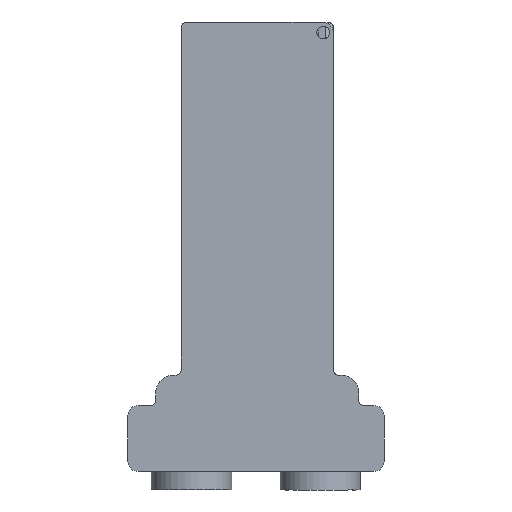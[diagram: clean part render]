
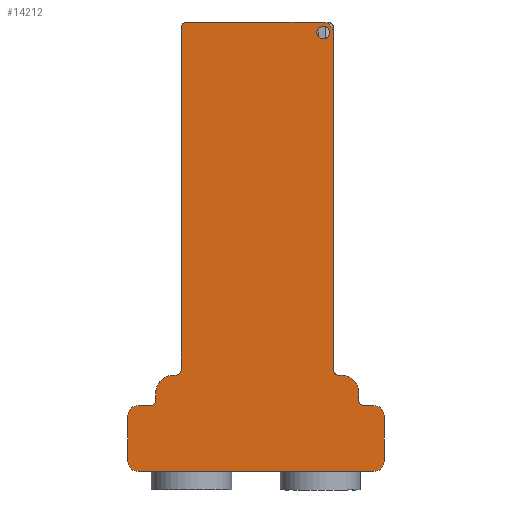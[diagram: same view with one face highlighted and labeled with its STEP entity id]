
A CAD part, front view. The second image highlights one B-rep face of the part: STEP entity #14212.
In plain terms, the highlighted planar face has unit normal (0, -1, 0).
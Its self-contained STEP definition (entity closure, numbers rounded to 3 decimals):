
#592=FACE_BOUND('',#2514,.T.);
#946=CIRCLE('',#15537,3.5);
#947=CIRCLE('',#15539,1.);
#948=CIRCLE('',#15540,2.);
#949=CIRCLE('',#15541,2.);
#950=CIRCLE('',#15542,2.);
#951=CIRCLE('',#15543,2.);
#952=CIRCLE('',#15544,1.);
#953=CIRCLE('',#15545,3.5);
#954=CIRCLE('',#15546,1.);
#955=CIRCLE('',#15547,2.);
#956=CIRCLE('',#15548,1.);
#957=CIRCLE('',#15549,1.);
#958=CIRCLE('',#15550,1.25);
#1591=FACE_OUTER_BOUND('',#2513,.T.);
#2513=EDGE_LOOP('',(#11977,#11978,#11979,#11980,#11981,#11982,#11983,#11984,
#11985,#11986,#11987,#11988,#11989,#11990,#11991,#11992,#11993,#11994,#11995,
#11996,#11997,#11998,#11999,#12000));
#2514=EDGE_LOOP('',(#12001));
#3863=LINE('',#23256,#5406);
#3864=LINE('',#23260,#5407);
#3865=LINE('',#23264,#5408);
#3866=LINE('',#23268,#5409);
#3867=LINE('',#23272,#5410);
#3868=LINE('',#23276,#5411);
#3869=LINE('',#23280,#5412);
#3870=LINE('',#23284,#5413);
#3871=LINE('',#23288,#5414);
#3872=LINE('',#23292,#5415);
#3873=LINE('',#23296,#5416);
#3874=LINE('',#23299,#5417);
#5406=VECTOR('',#18805,10.);
#5407=VECTOR('',#18808,10.);
#5408=VECTOR('',#18811,10.);
#5409=VECTOR('',#18814,10.);
#5410=VECTOR('',#18817,10.);
#5411=VECTOR('',#18820,10.);
#5412=VECTOR('',#18823,10.);
#5413=VECTOR('',#18826,10.);
#5414=VECTOR('',#18829,10.);
#5415=VECTOR('',#18832,10.);
#5416=VECTOR('',#18835,10.);
#5417=VECTOR('',#18838,10.);
#6822=VERTEX_POINT('',#23249);
#6823=VERTEX_POINT('',#23251);
#6824=VERTEX_POINT('',#23255);
#6825=VERTEX_POINT('',#23257);
#6826=VERTEX_POINT('',#23259);
#6827=VERTEX_POINT('',#23261);
#6828=VERTEX_POINT('',#23263);
#6829=VERTEX_POINT('',#23265);
#6830=VERTEX_POINT('',#23267);
#6831=VERTEX_POINT('',#23269);
#6832=VERTEX_POINT('',#23271);
#6833=VERTEX_POINT('',#23273);
#6834=VERTEX_POINT('',#23275);
#6835=VERTEX_POINT('',#23277);
#6836=VERTEX_POINT('',#23279);
#6837=VERTEX_POINT('',#23281);
#6838=VERTEX_POINT('',#23283);
#6839=VERTEX_POINT('',#23285);
#6840=VERTEX_POINT('',#23287);
#6841=VERTEX_POINT('',#23289);
#6842=VERTEX_POINT('',#23291);
#6843=VERTEX_POINT('',#23293);
#6844=VERTEX_POINT('',#23295);
#6845=VERTEX_POINT('',#23297);
#6846=VERTEX_POINT('',#23300);
#8603=EDGE_CURVE('',#6822,#6823,#946,.T.);
#8605=EDGE_CURVE('',#6824,#6822,#3863,.T.);
#8606=EDGE_CURVE('',#6825,#6824,#947,.T.);
#8607=EDGE_CURVE('',#6826,#6825,#3864,.T.);
#8608=EDGE_CURVE('',#6827,#6826,#948,.T.);
#8609=EDGE_CURVE('',#6827,#6828,#3865,.T.);
#8610=EDGE_CURVE('',#6829,#6828,#949,.T.);
#8611=EDGE_CURVE('',#6830,#6829,#3866,.T.);
#8612=EDGE_CURVE('',#6831,#6830,#950,.T.);
#8613=EDGE_CURVE('',#6831,#6832,#3867,.T.);
#8614=EDGE_CURVE('',#6833,#6832,#951,.T.);
#8615=EDGE_CURVE('',#6833,#6834,#3868,.T.);
#8616=EDGE_CURVE('',#6835,#6834,#952,.T.);
#8617=EDGE_CURVE('',#6836,#6835,#3869,.T.);
#8618=EDGE_CURVE('',#6837,#6836,#953,.T.);
#8619=EDGE_CURVE('',#6838,#6837,#3870,.T.);
#8620=EDGE_CURVE('',#6839,#6838,#954,.T.);
#8621=EDGE_CURVE('',#6839,#6840,#3871,.T.);
#8622=EDGE_CURVE('',#6841,#6840,#955,.T.);
#8623=EDGE_CURVE('',#6842,#6841,#3872,.T.);
#8624=EDGE_CURVE('',#6843,#6842,#956,.T.);
#8625=EDGE_CURVE('',#6844,#6843,#3873,.T.);
#8626=EDGE_CURVE('',#6845,#6844,#957,.T.);
#8627=EDGE_CURVE('',#6845,#6823,#3874,.T.);
#8628=EDGE_CURVE('',#6846,#6846,#958,.T.);
#11977=ORIENTED_EDGE('',*,*,#8603,.F.);
#11978=ORIENTED_EDGE('',*,*,#8605,.F.);
#11979=ORIENTED_EDGE('',*,*,#8606,.F.);
#11980=ORIENTED_EDGE('',*,*,#8607,.F.);
#11981=ORIENTED_EDGE('',*,*,#8608,.F.);
#11982=ORIENTED_EDGE('',*,*,#8609,.T.);
#11983=ORIENTED_EDGE('',*,*,#8610,.F.);
#11984=ORIENTED_EDGE('',*,*,#8611,.F.);
#11985=ORIENTED_EDGE('',*,*,#8612,.F.);
#11986=ORIENTED_EDGE('',*,*,#8613,.T.);
#11987=ORIENTED_EDGE('',*,*,#8614,.F.);
#11988=ORIENTED_EDGE('',*,*,#8615,.T.);
#11989=ORIENTED_EDGE('',*,*,#8616,.F.);
#11990=ORIENTED_EDGE('',*,*,#8617,.F.);
#11991=ORIENTED_EDGE('',*,*,#8618,.F.);
#11992=ORIENTED_EDGE('',*,*,#8619,.F.);
#11993=ORIENTED_EDGE('',*,*,#8620,.F.);
#11994=ORIENTED_EDGE('',*,*,#8621,.T.);
#11995=ORIENTED_EDGE('',*,*,#8622,.F.);
#11996=ORIENTED_EDGE('',*,*,#8623,.F.);
#11997=ORIENTED_EDGE('',*,*,#8624,.F.);
#11998=ORIENTED_EDGE('',*,*,#8625,.F.);
#11999=ORIENTED_EDGE('',*,*,#8626,.F.);
#12000=ORIENTED_EDGE('',*,*,#8627,.T.);
#12001=ORIENTED_EDGE('',*,*,#8628,.T.);
#13460=PLANE('',#15538);
#14212=ADVANCED_FACE('',(#1591,#592),#13460,.F.);
#15537=AXIS2_PLACEMENT_3D('',#23252,#18800,#18801);
#15538=AXIS2_PLACEMENT_3D('',#23254,#18803,#18804);
#15539=AXIS2_PLACEMENT_3D('',#23258,#18806,#18807);
#15540=AXIS2_PLACEMENT_3D('',#23262,#18809,#18810);
#15541=AXIS2_PLACEMENT_3D('',#23266,#18812,#18813);
#15542=AXIS2_PLACEMENT_3D('',#23270,#18815,#18816);
#15543=AXIS2_PLACEMENT_3D('',#23274,#18818,#18819);
#15544=AXIS2_PLACEMENT_3D('',#23278,#18821,#18822);
#15545=AXIS2_PLACEMENT_3D('',#23282,#18824,#18825);
#15546=AXIS2_PLACEMENT_3D('',#23286,#18827,#18828);
#15547=AXIS2_PLACEMENT_3D('',#23290,#18830,#18831);
#15548=AXIS2_PLACEMENT_3D('',#23294,#18833,#18834);
#15549=AXIS2_PLACEMENT_3D('',#23298,#18836,#18837);
#15550=AXIS2_PLACEMENT_3D('',#23301,#18839,#18840);
#18800=DIRECTION('center_axis',(0.,1.,0.));
#18801=DIRECTION('ref_axis',(-0.707,0.,0.707));
#18803=DIRECTION('center_axis',(0.,1.,0.));
#18804=DIRECTION('ref_axis',(0.,0.,1.));
#18805=DIRECTION('',(0.,0.,1.));
#18806=DIRECTION('center_axis',(0.,-1.,0.));
#18807=DIRECTION('ref_axis',(0.707,0.,-0.707));
#18808=DIRECTION('',(1.,0.,0.));
#18809=DIRECTION('center_axis',(0.,1.,0.));
#18810=DIRECTION('ref_axis',(-0.707,0.,0.707));
#18811=DIRECTION('',(0.,0.,-1.));
#18812=DIRECTION('center_axis',(0.,1.,0.));
#18813=DIRECTION('ref_axis',(-0.707,0.,-0.707));
#18814=DIRECTION('',(-1.,0.,0.));
#18815=DIRECTION('center_axis',(0.,1.,0.));
#18816=DIRECTION('ref_axis',(0.707,0.,-0.707));
#18817=DIRECTION('',(0.,0.,1.));
#18818=DIRECTION('center_axis',(0.,1.,0.));
#18819=DIRECTION('ref_axis',(0.707,0.,0.707));
#18820=DIRECTION('',(-1.,0.,0.));
#18821=DIRECTION('center_axis',(0.,-1.,0.));
#18822=DIRECTION('ref_axis',(-0.707,0.,-0.707));
#18823=DIRECTION('',(0.,0.,-1.));
#18824=DIRECTION('center_axis',(0.,1.,0.));
#18825=DIRECTION('ref_axis',(0.707,0.,0.707));
#18826=DIRECTION('',(1.,0.,0.));
#18827=DIRECTION('center_axis',(0.,-1.,0.));
#18828=DIRECTION('ref_axis',(-0.707,0.,-0.707));
#18829=DIRECTION('',(0.,0.,1.));
#18830=DIRECTION('center_axis',(0.,1.,0.));
#18831=DIRECTION('ref_axis',(0.707,0.,0.707));
#18832=DIRECTION('',(1.,0.,0.));
#18833=DIRECTION('center_axis',(0.,1.,0.));
#18834=DIRECTION('ref_axis',(-0.707,0.,0.707));
#18835=DIRECTION('',(0.,0.,1.));
#18836=DIRECTION('center_axis',(0.,-1.,0.));
#18837=DIRECTION('ref_axis',(0.707,0.,-0.707));
#18838=DIRECTION('',(-1.,0.,0.));
#18839=DIRECTION('center_axis',(0.,1.,0.));
#18840=DIRECTION('ref_axis',(0.,0.,-1.));
#23249=CARTESIAN_POINT('',(-20.,-5.4,2.5));
#23251=CARTESIAN_POINT('',(-16.5,-5.4,6.));
#23252=CARTESIAN_POINT('Origin',(-16.5,-5.4,2.5));
#23254=CARTESIAN_POINT('Origin',(0.,-5.4,20.));
#23255=CARTESIAN_POINT('',(-20.,-5.4,1.));
#23256=CARTESIAN_POINT('',(-20.,-5.4,11.25));
#23257=CARTESIAN_POINT('',(-21.,-5.4,0.));
#23258=CARTESIAN_POINT('Origin',(-21.,-5.4,1.));
#23259=CARTESIAN_POINT('',(-23.5,-5.4,0.));
#23260=CARTESIAN_POINT('',(-18.875,-5.4,0.));
#23261=CARTESIAN_POINT('',(-25.5,-5.4,-2.));
#23262=CARTESIAN_POINT('Origin',(-23.5,-5.4,-2.));
#23263=CARTESIAN_POINT('',(-25.5,-5.4,-11.));
#23264=CARTESIAN_POINT('',(-25.5,-5.4,6.75));
#23265=CARTESIAN_POINT('',(-23.5,-5.4,-13.));
#23266=CARTESIAN_POINT('Origin',(-23.5,-5.4,-11.));
#23267=CARTESIAN_POINT('',(23.,-5.4,-13.));
#23268=CARTESIAN_POINT('',(-18.875,-5.4,-13.));
#23269=CARTESIAN_POINT('',(25.,-5.4,-11.));
#23270=CARTESIAN_POINT('Origin',(23.,-5.4,-11.));
#23271=CARTESIAN_POINT('',(25.,-5.4,-2.));
#23272=CARTESIAN_POINT('',(25.,-5.4,6.75));
#23273=CARTESIAN_POINT('',(23.,-5.4,0.));
#23274=CARTESIAN_POINT('Origin',(23.,-5.4,-2.));
#23275=CARTESIAN_POINT('',(21.,-5.4,0.));
#23276=CARTESIAN_POINT('',(10.,-5.4,0.));
#23277=CARTESIAN_POINT('',(20.,-5.4,1.));
#23278=CARTESIAN_POINT('Origin',(21.,-5.4,1.));
#23279=CARTESIAN_POINT('',(20.,-5.4,2.5));
#23280=CARTESIAN_POINT('',(20.,-5.4,5.));
#23281=CARTESIAN_POINT('',(16.5,-5.4,6.));
#23282=CARTESIAN_POINT('Origin',(16.5,-5.4,2.5));
#23283=CARTESIAN_POINT('',(16.,-5.4,6.));
#23284=CARTESIAN_POINT('',(19.5,-5.4,6.));
#23285=CARTESIAN_POINT('',(15.,-5.4,7.));
#23286=CARTESIAN_POINT('Origin',(16.,-5.4,7.));
#23287=CARTESIAN_POINT('',(15.,-5.4,73.5));
#23288=CARTESIAN_POINT('',(15.,-5.4,20.));
#23289=CARTESIAN_POINT('',(13.,-5.4,75.5));
#23290=CARTESIAN_POINT('Origin',(13.,-5.4,73.5));
#23291=CARTESIAN_POINT('',(-14.,-5.4,75.5));
#23292=CARTESIAN_POINT('',(0.,-5.4,75.5));
#23293=CARTESIAN_POINT('',(-15.,-5.4,74.5));
#23294=CARTESIAN_POINT('Origin',(-14.,-5.4,74.5));
#23295=CARTESIAN_POINT('',(-15.,-5.4,7.));
#23296=CARTESIAN_POINT('',(-15.,-5.4,43.));
#23297=CARTESIAN_POINT('',(-16.,-5.4,6.));
#23298=CARTESIAN_POINT('Origin',(-16.,-5.4,7.));
#23299=CARTESIAN_POINT('',(-17.,-5.4,6.));
#23300=CARTESIAN_POINT('',(13.,-5.4,74.75));
#23301=CARTESIAN_POINT('Origin',(13.,-5.4,73.5));
